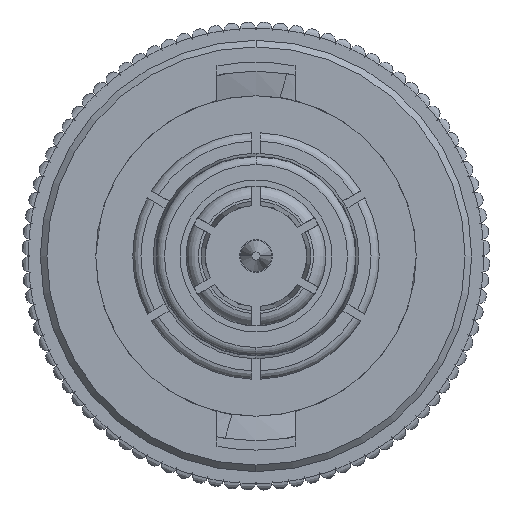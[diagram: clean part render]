
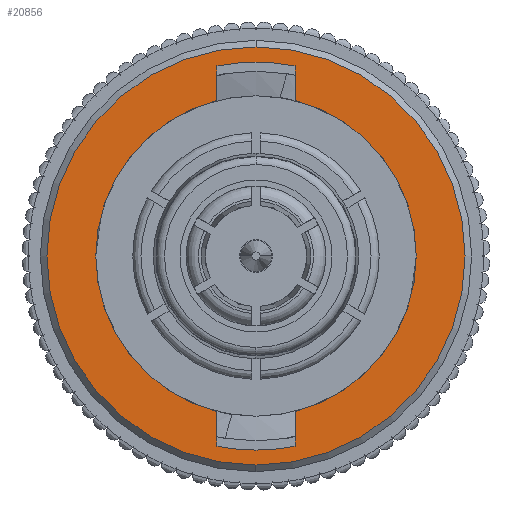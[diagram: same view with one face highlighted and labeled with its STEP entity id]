
A CAD part, left-side view. The second image highlights one B-rep face of the part: STEP entity #20856.
In plain terms, the highlighted face is planar.
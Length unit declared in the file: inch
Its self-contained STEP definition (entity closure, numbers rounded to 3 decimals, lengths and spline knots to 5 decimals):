
#145 = VERTEX_POINT ( 'NONE', #9845 ) ;
#485 = VERTEX_POINT ( 'NONE', #20441 ) ;
#584 = DIRECTION ( 'NONE',  ( 0., 0., 1. ) ) ;
#1371 = AXIS2_PLACEMENT_3D ( 'NONE', #1617, #11616, #7778 ) ;
#1386 = DIRECTION ( 'NONE',  ( -1., 0., 0. ) ) ;
#1432 = CARTESIAN_POINT ( 'NONE',  ( 0., -0.0475, -0.2314 ) ) ;
#1617 = CARTESIAN_POINT ( 'NONE',  ( 0., 0., 0. ) ) ;
#1753 = ORIENTED_EDGE ( 'NONE', *, *, #12460, .F. ) ;
#1906 = VERTEX_POINT ( 'NONE', #24980 ) ;
#1923 = PLANE ( 'NONE',  #10251 ) ;
#1930 = DIRECTION ( 'NONE',  ( 1., 0., 0. ) ) ;
#2011 = AXIS2_PLACEMENT_3D ( 'NONE', #25166, #7139, #23202 ) ;
#2119 = DIRECTION ( 'NONE',  ( 0., 0., 1. ) ) ;
#2245 = CARTESIAN_POINT ( 'NONE',  ( 0., 0., 0. ) ) ;
#2550 = CARTESIAN_POINT ( 'NONE',  ( 0., 0., -0.2545 ) ) ;
#2979 = CIRCLE ( 'NONE', #4666, 0.2545 ) ;
#3016 = ORIENTED_EDGE ( 'NONE', *, *, #24368, .T. ) ;
#4028 = CARTESIAN_POINT ( 'NONE',  ( 0., 0., 0. ) ) ;
#4032 = EDGE_LOOP ( 'NONE', ( #3016, #18502, #16988, #22237, #9640, #23734, #4542, #20495, #5374 ) ) ;
#4254 = VECTOR ( 'NONE', #19359, 39.37008 ) ;
#4287 = EDGE_CURVE ( 'NONE', #16092, #1906, #23181, .T. ) ;
#4542 = ORIENTED_EDGE ( 'NONE', *, *, #11366, .F. ) ;
#4666 = AXIS2_PLACEMENT_3D ( 'NONE', #2245, #8271, #2119 ) ;
#4761 = EDGE_CURVE ( 'NONE', #13491, #19270, #15641, .T. ) ;
#5296 = CARTESIAN_POINT ( 'NONE',  ( 0., -0.0475, -0.2314 ) ) ;
#5374 = ORIENTED_EDGE ( 'NONE', *, *, #24081, .F. ) ;
#5672 = VERTEX_POINT ( 'NONE', #6784 ) ;
#5995 = DIRECTION ( 'NONE',  ( 0., 0., 1. ) ) ;
#6784 = CARTESIAN_POINT ( 'NONE',  ( 0., 0.0475, 0.18913 ) ) ;
#7134 = CARTESIAN_POINT ( 'NONE',  ( 0., 0., 0.23622 ) ) ;
#7139 = DIRECTION ( 'NONE',  ( -1., 0., 0. ) ) ;
#7160 = DIRECTION ( 'NONE',  ( 0., 0., 1. ) ) ;
#7447 = VERTEX_POINT ( 'NONE', #25693 ) ;
#7549 = CARTESIAN_POINT ( 'NONE',  ( 0., 0., 0. ) ) ;
#7778 = DIRECTION ( 'NONE',  ( 0., 0., 1. ) ) ;
#7831 = DIRECTION ( 'NONE',  ( 0., 0., 1. ) ) ;
#8258 = VECTOR ( 'NONE', #9440, 39.37008 ) ;
#8271 = DIRECTION ( 'NONE',  ( -1., 0., 0. ) ) ;
#8287 = EDGE_CURVE ( 'NONE', #14329, #485, #23083, .T. ) ;
#8586 = DIRECTION ( 'NONE',  ( 0., 0., 1. ) ) ;
#8693 = ORIENTED_EDGE ( 'NONE', *, *, #8287, .F. ) ;
#8766 = EDGE_CURVE ( 'NONE', #5672, #7447, #24356, .T. ) ;
#9087 = CARTESIAN_POINT ( 'NONE',  ( 0., -0.0475, 0.2314 ) ) ;
#9440 = DIRECTION ( 'NONE',  ( 0., 0., -1. ) ) ;
#9640 = ORIENTED_EDGE ( 'NONE', *, *, #22955, .F. ) ;
#9845 = CARTESIAN_POINT ( 'NONE',  ( 0., 0.0475, 0.2314 ) ) ;
#10054 = CARTESIAN_POINT ( 'NONE',  ( 0., 0.195, 0. ) ) ;
#10159 = AXIS2_PLACEMENT_3D ( 'NONE', #4028, #1930, #7831 ) ;
#10251 = AXIS2_PLACEMENT_3D ( 'NONE', #10054, #18096, #5995 ) ;
#10725 = DIRECTION ( 'NONE',  ( 0., 0., 1. ) ) ;
#11366 = EDGE_CURVE ( 'NONE', #19270, #7447, #23200, .T. ) ;
#11616 = DIRECTION ( 'NONE',  ( 1., 0., 0. ) ) ;
#11780 = LINE ( 'NONE', #24008, #22081 ) ;
#12460 = EDGE_CURVE ( 'NONE', #485, #14329, #2979, .T. ) ;
#12975 = EDGE_CURVE ( 'NONE', #23114, #16092, #24827, .T. ) ;
#13491 = VERTEX_POINT ( 'NONE', #5296 ) ;
#13659 = CARTESIAN_POINT ( 'NONE',  ( 0., 0.0475, -0.2314 ) ) ;
#14112 = CARTESIAN_POINT ( 'NONE',  ( 0., -0.0475, -0.18913 ) ) ;
#14329 = VERTEX_POINT ( 'NONE', #2550 ) ;
#14566 = EDGE_CURVE ( 'NONE', #145, #23114, #14790, .T. ) ;
#14702 = AXIS2_PLACEMENT_3D ( 'NONE', #7549, #1386, #7160 ) ;
#14790 = CIRCLE ( 'NONE', #1371, 0.23622 ) ;
#15059 = CARTESIAN_POINT ( 'NONE',  ( 0., 0., 0. ) ) ;
#15641 = CIRCLE ( 'NONE', #10159, 0.23622 ) ;
#15954 = AXIS2_PLACEMENT_3D ( 'NONE', #24782, #20449, #584 ) ;
#16092 = VERTEX_POINT ( 'NONE', #19399 ) ;
#16988 = ORIENTED_EDGE ( 'NONE', *, *, #12975, .F. ) ;
#18096 = DIRECTION ( 'NONE',  ( -1., 0., 0. ) ) ;
#18114 = AXIS2_PLACEMENT_3D ( 'NONE', #15059, #23085, #10725 ) ;
#18502 = ORIENTED_EDGE ( 'NONE', *, *, #4287, .F. ) ;
#19226 = CIRCLE ( 'NONE', #2011, 0.195 ) ;
#19270 = VERTEX_POINT ( 'NONE', #13659 ) ;
#19318 = VECTOR ( 'NONE', #8586, 39.37008 ) ;
#19359 = DIRECTION ( 'NONE',  ( 0., 0., -1. ) ) ;
#19399 = CARTESIAN_POINT ( 'NONE',  ( 0., -0.0475, 0.2314 ) ) ;
#19455 = LINE ( 'NONE', #1432, #8258 ) ;
#20441 = CARTESIAN_POINT ( 'NONE',  ( 0., 0., 0.2545 ) ) ;
#20449 = DIRECTION ( 'NONE',  ( -1., 0., 0. ) ) ;
#20495 = ORIENTED_EDGE ( 'NONE', *, *, #4761, .F. ) ;
#20856 = ADVANCED_FACE ( 'NONE', ( #25735, #23888 ), #1923, .F. ) ;
#20958 = CARTESIAN_POINT ( 'NONE',  ( 0., 0.0475, -0.2314 ) ) ;
#22081 = VECTOR ( 'NONE', #24907, 39.37008 ) ;
#22237 = ORIENTED_EDGE ( 'NONE', *, *, #14566, .F. ) ;
#22426 = VERTEX_POINT ( 'NONE', #14112 ) ;
#22955 = EDGE_CURVE ( 'NONE', #5672, #145, #11780, .T. ) ;
#23083 = CIRCLE ( 'NONE', #15954, 0.2545 ) ;
#23085 = DIRECTION ( 'NONE',  ( 1., 0., 0. ) ) ;
#23114 = VERTEX_POINT ( 'NONE', #7134 ) ;
#23181 = LINE ( 'NONE', #9087, #4254 ) ;
#23200 = LINE ( 'NONE', #20958, #19318 ) ;
#23202 = DIRECTION ( 'NONE',  ( 0., 0., 1. ) ) ;
#23383 = EDGE_LOOP ( 'NONE', ( #1753, #8693 ) ) ;
#23734 = ORIENTED_EDGE ( 'NONE', *, *, #8766, .T. ) ;
#23888 = FACE_BOUND ( 'NONE', #4032, .T. ) ;
#24008 = CARTESIAN_POINT ( 'NONE',  ( 0., 0.0475, 0.2314 ) ) ;
#24081 = EDGE_CURVE ( 'NONE', #22426, #13491, #19455, .T. ) ;
#24356 = CIRCLE ( 'NONE', #14702, 0.195 ) ;
#24368 = EDGE_CURVE ( 'NONE', #22426, #1906, #19226, .T. ) ;
#24782 = CARTESIAN_POINT ( 'NONE',  ( 0., 0., 0. ) ) ;
#24827 = CIRCLE ( 'NONE', #18114, 0.23622 ) ;
#24907 = DIRECTION ( 'NONE',  ( 0., 0., 1. ) ) ;
#24980 = CARTESIAN_POINT ( 'NONE',  ( 0., -0.0475, 0.18913 ) ) ;
#25166 = CARTESIAN_POINT ( 'NONE',  ( 0., 0., 0. ) ) ;
#25693 = CARTESIAN_POINT ( 'NONE',  ( 0., 0.0475, -0.18913 ) ) ;
#25735 = FACE_OUTER_BOUND ( 'NONE', #23383, .T. ) ;
